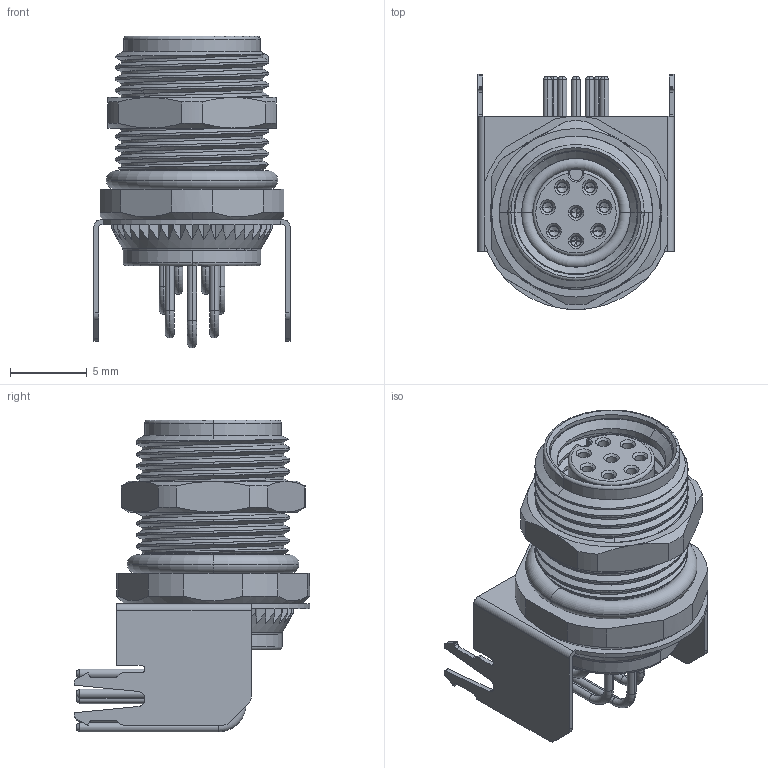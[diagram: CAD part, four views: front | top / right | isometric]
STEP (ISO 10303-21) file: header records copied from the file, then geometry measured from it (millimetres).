
FILE_DESCRIPTION((''),'2;1');
FILE_NAME('FM8ST0508-A08S104D00','2026-02-03T',('gongchengVI'),(''),'PRO/ENGINEER BY PARAMETRIC TECHNOLOGY CORPORATION, 2010280','PRO/ENGINEER BY PARAMETRIC TECHNOLOGY CORPORATION, 2010280','');
FILE_SCHEMA(('CONFIG_CONTROL_DESIGN'));
Products named in the file (1): FM8ST0508-A08S104D00
Bounding box: 12.8 x 15.35 x 20.35 mm (x, y, z)
Volume: 223.6 mm3; surface area: 22538 mm2
Topology: 1 solids, 248 shells, 3447 faces, 12507 edges, 9077 vertices
Faces by surface type: cylinder 1420, plane 1044, cone 486, torus 370, bspline 127
Entity records: 221452 total; most frequent: CARTESIAN_POINT 118718, ORIENTED_EDGE 20934, DIRECTION 20723, EDGE_CURVE 12485, VERTEX_POINT 9077, AXIS2_PLACEMENT_3D 8123, CIRCLE 4802, VECTOR 4477
